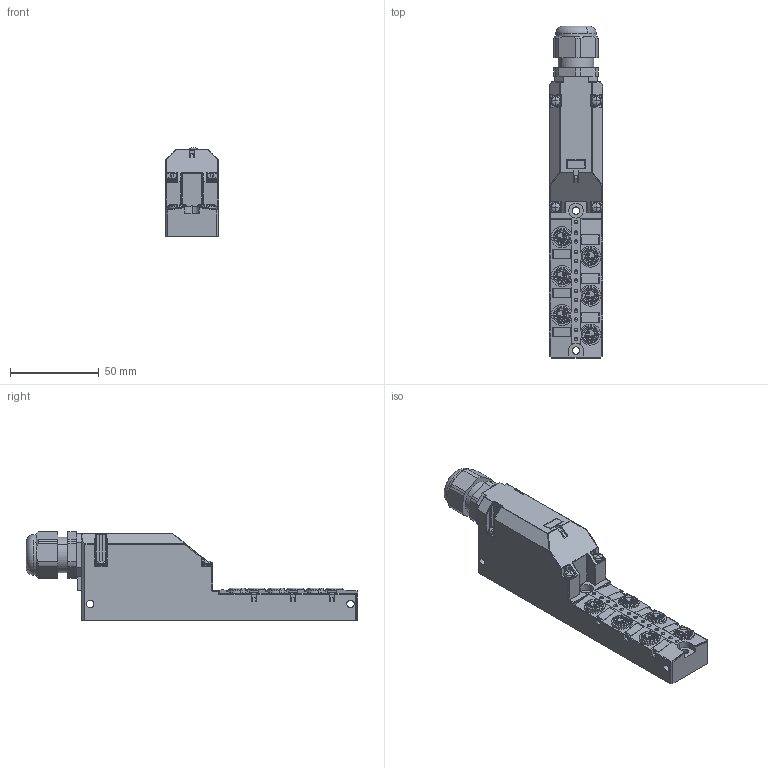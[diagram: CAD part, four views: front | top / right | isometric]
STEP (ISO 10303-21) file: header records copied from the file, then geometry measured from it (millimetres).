
FILE_DESCRIPTION(('CATIA V5 STEP Exchange','CAx-IF Rec.Pracs.--- Model Styling and Organization---1.4--- 2014-01-23'),'2;1');
FILE_NAME ('1352856-1_0', '2022-04-22T06:26:29+00:00', ('none'), ('Weidmueller'), 'CATIA Version 5-6 Release 2016 SP3 HF44', 'CATIA V5 STEP AP214', 'none');
FILE_SCHEMA(('AUTOMOTIVE_DESIGN { 1 0 10303 214 1 1 1 1 }'));
Length unit declared in the file: millimetre
Products named in the file (1): 2818940000
Bounding box: 30 x 187.4 x 50.09 mm (x, y, z)
Volume: 149760.8 mm3; surface area: 36587.8 mm2
Topology: 33 solids, 44 shells, 1409 faces, 3373 edges, 2148 vertices
Faces by surface type: plane 527, cylinder 508, cone 186, torus 78, sphere 74, bspline 36
Entity records: 44285 total; most frequent: CARTESIAN_POINT 13829, ORIENTED_EDGE 6686, DIRECTION 5105, EDGE_CURVE 3343, AXIS2_PLACEMENT_3D 2263, VERTEX_POINT 2148, VECTOR 1575, LINE 1575
